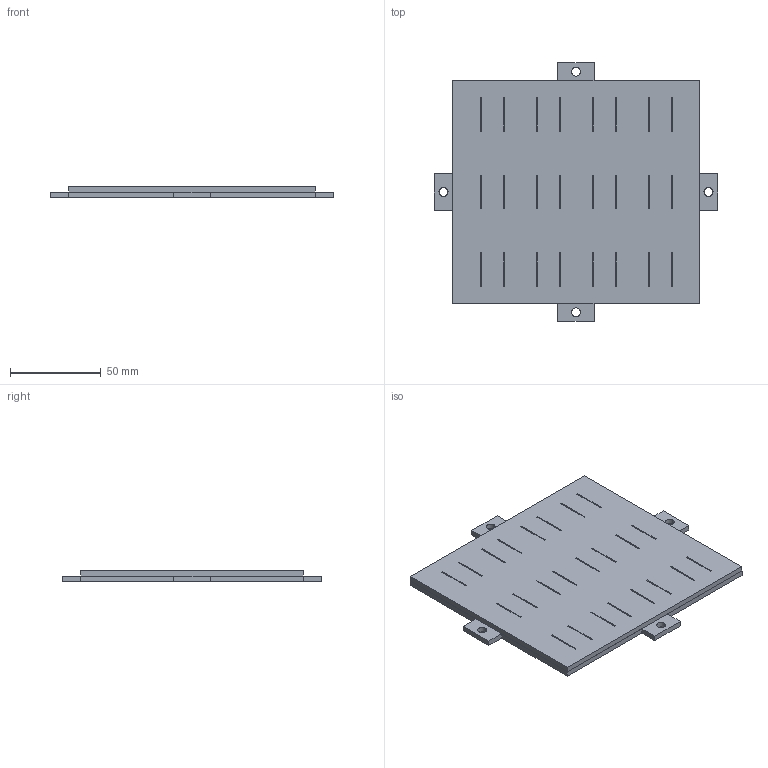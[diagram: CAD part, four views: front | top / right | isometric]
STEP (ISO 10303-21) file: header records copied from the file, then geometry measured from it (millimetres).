
FILE_DESCRIPTION (( 'STEP AP203' ), '1' );
FILE_NAME ('FeederDeDrivers.STEP', '2024-11-25T19:57:49', ( 'Dell' ), ( '' ), 'SwSTEP 2.0', 'SolidWorks 2023', '' );
FILE_SCHEMA (( 'CONFIG_CONTROL_DESIGN' ));
Length unit declared in the file: millimetre
Products named in the file (4): BoxBase; Pieza1^BoxFinal; Box; FeederDeDrivers
Assembly tree (2 placements, depth 2):
  Pieza1^BoxFinal
  FeederDeDrivers
    Box
    BoxBase
Bounding box: 156.4 x 143 x 6 mm (x, y, z)
Volume: 101942.9 mm3; surface area: 74250.4 mm2
Topology: 2 solids, 2 shells, 132 faces, 384 edges, 256 vertices
Faces by surface type: plane 124, cylinder 8
Entity records: 4775 total; most frequent: CARTESIAN_POINT 777, ORIENTED_EDGE 768, DIRECTION 674, EDGE_CURVE 384, LINE 368, VECTOR 368, VERTEX_POINT 256, EDGE_LOOP 188
